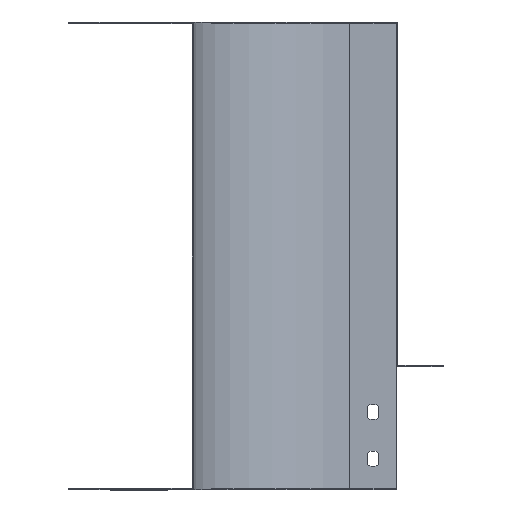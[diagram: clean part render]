
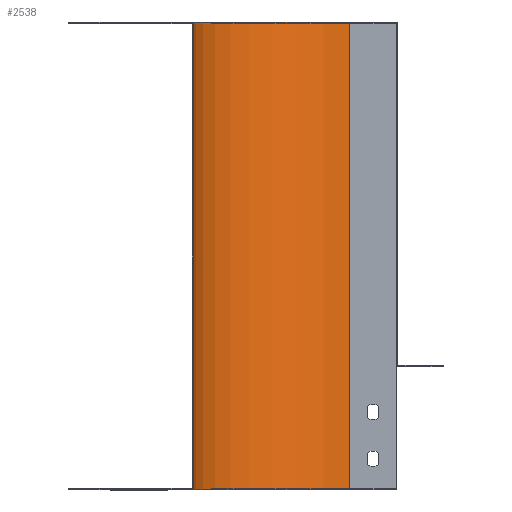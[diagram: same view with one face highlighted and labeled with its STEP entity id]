
A CAD part, left-side view. The second image highlights one B-rep face of the part: STEP entity #2538.
In plain terms, the highlighted cylindrical face has radius 100 mm (diameter 200 mm), a partial arc.
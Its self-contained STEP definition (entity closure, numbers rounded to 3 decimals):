
#53 = AXIS2_PLACEMENT_3D ( 'NONE', #1101, #1100, #1096 ) ;
#118 = CARTESIAN_POINT ( 'NONE',  ( -100., 130., -299. ) ) ;
#244 = VERTEX_POINT ( 'NONE', #2456 ) ;
#252 = AXIS2_PLACEMENT_3D ( 'NONE', #964, #965, #966 ) ;
#253 = AXIS2_PLACEMENT_3D ( 'NONE', #2424, #2425, #2426 ) ;
#428 = EDGE_CURVE ( 'NONE', #531, #2278, #1625, .T. ) ;
#531 = VERTEX_POINT ( 'NONE', #2401 ) ;
#535 = VERTEX_POINT ( 'NONE', #2405 ) ;
#536 = ORIENTED_EDGE ( 'NONE', *, *, #1469, .F. ) ;
#537 = ORIENTED_EDGE ( 'NONE', *, *, #428, .T. ) ;
#556 = ORIENTED_EDGE ( 'NONE', *, *, #1468, .F. ) ;
#557 = ORIENTED_EDGE ( 'NONE', *, *, #1467, .T. ) ;
#770 = DIRECTION ( 'NONE',  ( 0., 0., -1. ) ) ;
#776 = CARTESIAN_POINT ( 'NONE',  ( -100., 130., 1. ) ) ;
#964 = CARTESIAN_POINT ( 'NONE',  ( -100., 30., 1. ) ) ;
#965 = DIRECTION ( 'NONE',  ( 0., 0., -1. ) ) ;
#966 = DIRECTION ( 'NONE',  ( -1., 0., 0. ) ) ;
#1096 = DIRECTION ( 'NONE',  ( -1., 0., 0. ) ) ;
#1100 = DIRECTION ( 'NONE',  ( 0., 0., -1. ) ) ;
#1101 = CARTESIAN_POINT ( 'NONE',  ( -100., 30., 1. ) ) ;
#1365 = EDGE_LOOP ( 'NONE', ( #537, #557, #556, #536 ) ) ;
#1467 = EDGE_CURVE ( 'NONE', #2278, #535, #1705, .T. ) ;
#1468 = EDGE_CURVE ( 'NONE', #244, #535, #1715, .T. ) ;
#1469 = EDGE_CURVE ( 'NONE', #531, #244, #1718, .T. ) ;
#1625 = LINE ( 'NONE', #776, #1628 ) ;
#1628 = VECTOR ( 'NONE', #770, 1000. ) ;
#1705 = CIRCLE ( 'NONE', #253, 100. ) ;
#1715 = LINE ( 'NONE', #2421, #1719 ) ;
#1718 = CIRCLE ( 'NONE', #252, 100. ) ;
#1719 = VECTOR ( 'NONE', #2419, 1000. ) ;
#2278 = VERTEX_POINT ( 'NONE', #118 ) ;
#2401 = CARTESIAN_POINT ( 'NONE',  ( -100., 130., 1. ) ) ;
#2405 = CARTESIAN_POINT ( 'NONE',  ( 0., 30., -299. ) ) ;
#2419 = DIRECTION ( 'NONE',  ( 0., 0., -1. ) ) ;
#2421 = CARTESIAN_POINT ( 'NONE',  ( 0., 30., 1. ) ) ;
#2424 = CARTESIAN_POINT ( 'NONE',  ( -100., 30., -299. ) ) ;
#2425 = DIRECTION ( 'NONE',  ( 0., 0., -1. ) ) ;
#2426 = DIRECTION ( 'NONE',  ( -1., 0., 0. ) ) ;
#2456 = CARTESIAN_POINT ( 'NONE',  ( 0., 30., 1. ) ) ;
#2538 = ADVANCED_FACE ( 'NONE', ( #2668 ), #2674, .F. ) ;
#2668 = FACE_OUTER_BOUND ( 'NONE', #1365, .T. ) ;
#2674 = CYLINDRICAL_SURFACE ( 'NONE', #53, 100. ) ;
